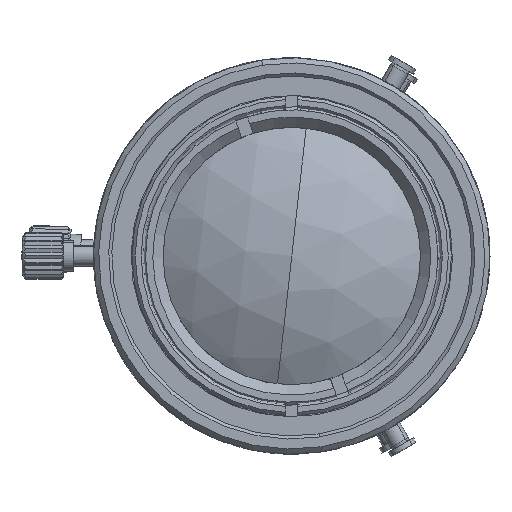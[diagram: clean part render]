
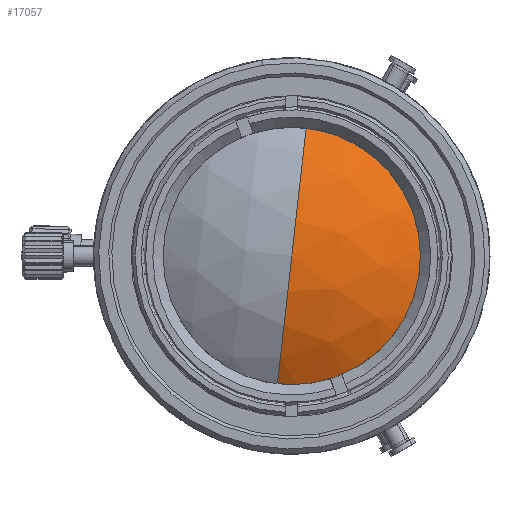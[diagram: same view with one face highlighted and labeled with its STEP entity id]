
A CAD part, left-side view. The second image highlights one B-rep face of the part: STEP entity #17057.
In plain terms, the highlighted spherical face has radius 24.057 mm.
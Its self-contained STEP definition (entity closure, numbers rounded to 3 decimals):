
#1600 = ORIENTED_EDGE ( 'NONE', *, *, #6738, .F. ) ;
#3433 = VERTEX_POINT ( 'NONE', #34506 ) ;
#4279 = CIRCLE ( 'NONE', #22195, 24.057 ) ;
#6738 = EDGE_CURVE ( 'NONE', #3433, #28445, #47135, .T. ) ;
#7358 = DIRECTION ( 'NONE',  ( 0., 0.994, 0.111 ) ) ;
#8079 = EDGE_CURVE ( 'NONE', #3433, #40145, #31464, .T. ) ;
#9645 = CARTESIAN_POINT ( 'NONE',  ( -27.832, 1.777, 37.7 ) ) ;
#10291 = CARTESIAN_POINT ( 'NONE',  ( -48.074, 0.328, 50.619 ) ) ;
#12528 = EDGE_LOOP ( 'NONE', ( #1600, #24138, #26844 ) ) ;
#14179 = DIRECTION ( 'NONE',  ( -1., 0., 0. ) ) ;
#16817 = FACE_OUTER_BOUND ( 'NONE', #12528, .T. ) ;
#17057 = ADVANCED_FACE ( 'NONE', ( #16817 ), #34513, .T. ) ;
#18242 = AXIS2_PLACEMENT_3D ( 'NONE', #53779, #14179, #32182 ) ;
#21703 = AXIS2_PLACEMENT_3D ( 'NONE', #52019, #25183, #47884 ) ;
#22195 = AXIS2_PLACEMENT_3D ( 'NONE', #9645, #22914, #28200 ) ;
#22914 = DIRECTION ( 'NONE',  ( 0., -0.994, -0.111 ) ) ;
#24138 = ORIENTED_EDGE ( 'NONE', *, *, #8079, .T. ) ;
#25183 = DIRECTION ( 'NONE',  ( 0., 0.994, 0.111 ) ) ;
#25359 = DIRECTION ( 'NONE',  ( 0., -0.111, 0.994 ) ) ;
#26635 = AXIS2_PLACEMENT_3D ( 'NONE', #47778, #7358, #25359 ) ;
#26844 = ORIENTED_EDGE ( 'NONE', *, *, #34206, .T. ) ;
#28200 = DIRECTION ( 'NONE',  ( 0., 0.111, -0.994 ) ) ;
#28445 = VERTEX_POINT ( 'NONE', #36737 ) ;
#31464 = CIRCLE ( 'NONE', #18242, 13. ) ;
#32182 = DIRECTION ( 'NONE',  ( 0., -0.994, -0.111 ) ) ;
#34206 = EDGE_CURVE ( 'NONE', #40145, #28445, #4279, .T. ) ;
#34506 = CARTESIAN_POINT ( 'NONE',  ( -48.074, 3.226, 24.781 ) ) ;
#34513 = SPHERICAL_SURFACE ( 'NONE', #26635, 24.057 ) ;
#36737 = CARTESIAN_POINT ( 'NONE',  ( -51.889, 1.777, 37.7 ) ) ;
#40145 = VERTEX_POINT ( 'NONE', #10291 ) ;
#47135 = CIRCLE ( 'NONE', #21703, 24.057 ) ;
#47778 = CARTESIAN_POINT ( 'NONE',  ( -27.832, 1.777, 37.7 ) ) ;
#47884 = DIRECTION ( 'NONE',  ( 0., -0.111, 0.994 ) ) ;
#52019 = CARTESIAN_POINT ( 'NONE',  ( -27.832, 1.777, 37.7 ) ) ;
#53779 = CARTESIAN_POINT ( 'NONE',  ( -48.074, 1.777, 37.7 ) ) ;
